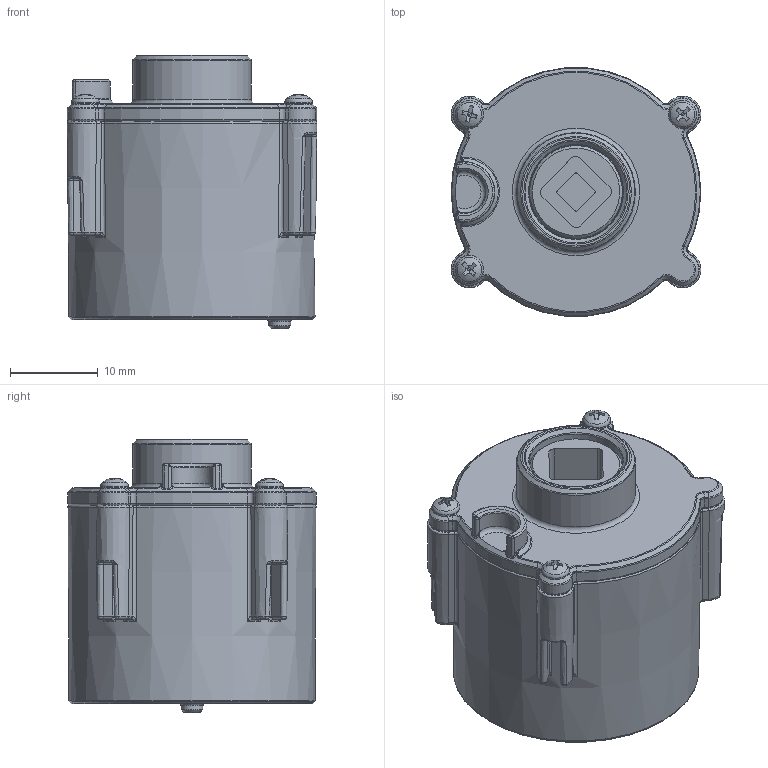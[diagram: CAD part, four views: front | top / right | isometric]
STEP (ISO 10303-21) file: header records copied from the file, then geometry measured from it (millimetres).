
FILE_DESCRIPTION(/* description */ (''),/* implementation_level */ '2;1');
FILE_NAME(/* name */ '1200cart.stp',/* time_stamp */ '2021-02-19T21:52:06-05:00',/* author */ ('Brandt'),/* organization */ (''),/* preprocessor_version */ 'ST-DEVELOPER v16.5',/* originating_system */ 'Autodesk Inventor 2017',/* authorisation */ '');
FILE_SCHEMA (('AUTOMOTIVE_DESIGN { 1 0 10303 214 3 1 1 }'));
Length unit declared in the file: millimetre
Products named in the file (9): 1200cart; 276-4840-061 Rev7_Ring_Gear_Fixed01 .6 Rev3; 1200rpm cap; 276-4840-062 Rev1; gear_config-02; mId-01; Shsft; ShaftSide-01-01; gear sleeve
Assembly tree (19 placements, depth 2):
  1200cart
    276-4840-061 Rev7_Ring_Gear_Fixed01 .6 Rev3
    1200rpm cap
    276-4840-062 Rev1  x3
    Shsft  x7
    gear_config-02  x4
    mId-01
    ShaftSide-01-01
    gear sleeve
Bounding box: 28.45 x 28.29 x 31.1 mm (x, y, z)
Volume: 11993.2 mm3; surface area: 14334.8 mm2
Topology: 19 solids, 19 shells, 1622 faces, 4290 edges, 2713 vertices
Faces by surface type: cylinder 882, plane 362, torus 158, bspline 142, cone 59, sphere 19
Full cylindrical faces by diameter (mm): 1.25 x3, 1.5 x2, 1.8 x6, 2.362 x7, 2.413 x4, 2.5 x8, 2.515 x7, 2.667 x3, 3.937 x8, 10.55 x1, 10.7 x1, 13.5 x1, 22.987 x1, 23 x1, 24.3 x1, 26 x1, 26.3 x1
Entity records: 42938 total; most frequent: CARTESIAN_POINT 15754, DIRECTION 5946, ORIENTED_EDGE 5486, EDGE_CURVE 2743, AXIS2_PLACEMENT_3D 2478, VERTEX_POINT 1769, CIRCLE 1426, EDGE_LOOP 1242
